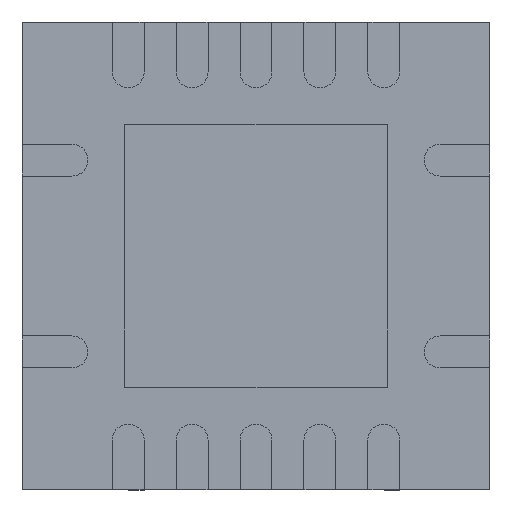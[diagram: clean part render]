
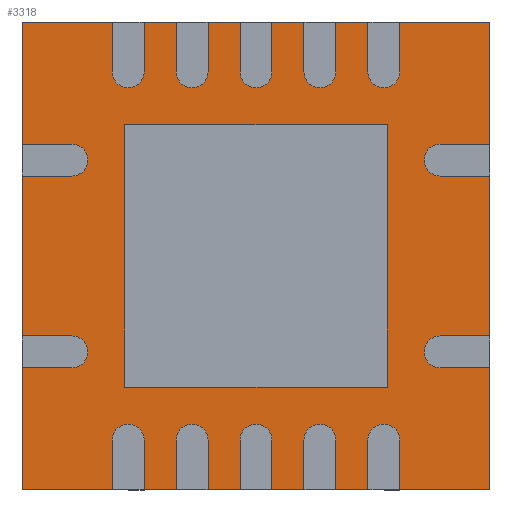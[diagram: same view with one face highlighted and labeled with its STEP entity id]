
A CAD part, top view. The second image highlights one B-rep face of the part: STEP entity #3318.
In plain terms, the highlighted planar face has unit normal (0, 0, 1).
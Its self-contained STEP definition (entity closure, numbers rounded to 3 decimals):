
#110 = CARTESIAN_POINT ( 'NONE',  ( -1.825, -1.825, 1. ) ) ;
#144 = DIRECTION ( 'NONE',  ( 0., 0., 1. ) ) ;
#347 = FACE_OUTER_BOUND ( 'NONE', #1690, .T. ) ;
#460 = LINE ( 'NONE', #2182, #2572 ) ;
#502 = ORIENTED_EDGE ( 'NONE', *, *, #941, .F. ) ;
#560 = CARTESIAN_POINT ( 'NONE',  ( 0., -1.825, 1. ) ) ;
#743 = EDGE_CURVE ( 'NONE', #1902, #932, #460, .T. ) ;
#796 = CARTESIAN_POINT ( 'NONE',  ( 1.825, -1.825, 1. ) ) ;
#822 = DIRECTION ( 'NONE',  ( -1., 0., 0. ) ) ;
#841 = VERTEX_POINT ( 'NONE', #796 ) ;
#932 = VERTEX_POINT ( 'NONE', #1078 ) ;
#941 = EDGE_CURVE ( 'NONE', #841, #1902, #3255, .T. ) ;
#1034 = CARTESIAN_POINT ( 'NONE',  ( 0., 0., 1. ) ) ;
#1078 = CARTESIAN_POINT ( 'NONE',  ( -1.825, 1.825, 1. ) ) ;
#1086 = LINE ( 'NONE', #2727, #3754 ) ;
#1162 = EDGE_CURVE ( 'NONE', #3218, #932, #2935, .T. ) ;
#1529 = EDGE_CURVE ( 'NONE', #841, #3218, #1086, .T. ) ;
#1549 = DIRECTION ( 'NONE',  ( 0., 1., 0. ) ) ;
#1690 = EDGE_LOOP ( 'NONE', ( #3272, #502, #3725, #2032 ) ) ;
#1768 = VECTOR ( 'NONE', #2703, 1000. ) ;
#1902 = VERTEX_POINT ( 'NONE', #110 ) ;
#2032 = ORIENTED_EDGE ( 'NONE', *, *, #1162, .T. ) ;
#2111 = DIRECTION ( 'NONE',  ( 1., 0., 0. ) ) ;
#2182 = CARTESIAN_POINT ( 'NONE',  ( -1.825, 0., 1. ) ) ;
#2572 = VECTOR ( 'NONE', #2767, 1000. ) ;
#2672 = CARTESIAN_POINT ( 'NONE',  ( 0., 1.825, 1. ) ) ;
#2703 = DIRECTION ( 'NONE',  ( -1., 0., 0. ) ) ;
#2727 = CARTESIAN_POINT ( 'NONE',  ( 1.825, 0., 1. ) ) ;
#2744 = VECTOR ( 'NONE', #822, 1000. ) ;
#2745 = PLANE ( 'NONE',  #3351 ) ;
#2767 = DIRECTION ( 'NONE',  ( 0., 1., 0. ) ) ;
#2935 = LINE ( 'NONE', #2672, #1768 ) ;
#2970 = CARTESIAN_POINT ( 'NONE',  ( 1.825, 1.825, 1. ) ) ;
#3218 = VERTEX_POINT ( 'NONE', #2970 ) ;
#3255 = LINE ( 'NONE', #560, #2744 ) ;
#3272 = ORIENTED_EDGE ( 'NONE', *, *, #743, .F. ) ;
#3318 = ADVANCED_FACE ( 'NONE', ( #347 ), #2745, .T. ) ;
#3351 = AXIS2_PLACEMENT_3D ( 'NONE', #1034, #144, #2111 ) ;
#3725 = ORIENTED_EDGE ( 'NONE', *, *, #1529, .T. ) ;
#3754 = VECTOR ( 'NONE', #1549, 1000. ) ;
